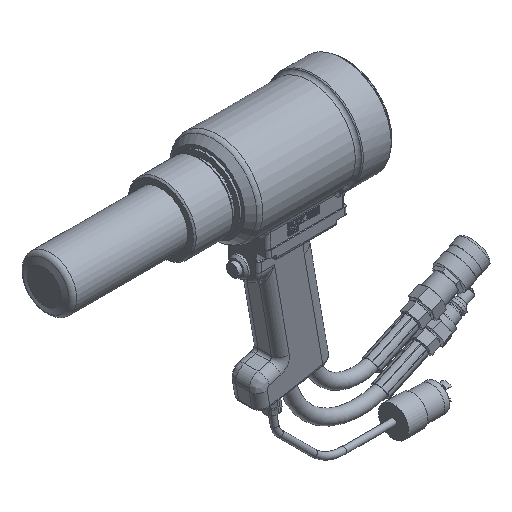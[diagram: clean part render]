
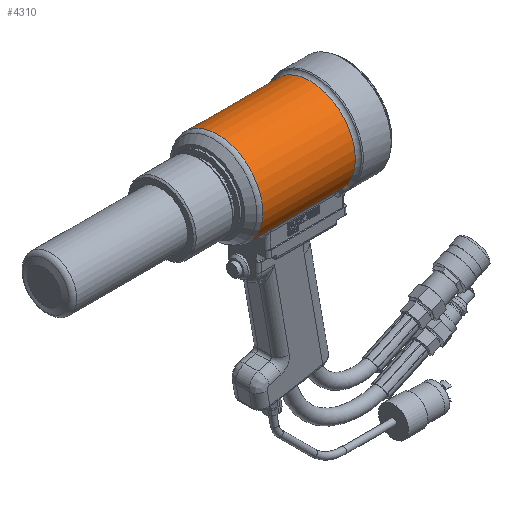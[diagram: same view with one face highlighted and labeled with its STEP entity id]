
A CAD part, isometric view. The second image highlights one B-rep face of the part: STEP entity #4310.
In plain terms, the highlighted cylindrical face has radius 47.562 mm (diameter 95.123 mm), a full revolution.
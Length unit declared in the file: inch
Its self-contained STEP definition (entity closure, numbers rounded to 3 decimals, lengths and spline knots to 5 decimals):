
#864=B_SPLINE_CURVE_WITH_KNOTS('',3,(#22450,#22451,#22452,#22453),
 .UNSPECIFIED.,.F.,.F.,(4,4),(0.,1.),.UNSPECIFIED.);
#869=B_SPLINE_CURVE_WITH_KNOTS('',3,(#22530,#22531,#22532,#22533,#22534,
#22535,#22536,#22537),.UNSPECIFIED.,.F.,.F.,(4,2,2,4),(0.,0.25,0.5,1.),
 .UNSPECIFIED.);
#871=B_SPLINE_CURVE_WITH_KNOTS('',3,(#22596,#22597,#22598,#22599),
 .UNSPECIFIED.,.F.,.F.,(4,4),(0.,1.),.UNSPECIFIED.);
#873=B_SPLINE_CURVE_WITH_KNOTS('',3,(#22679,#22680,#22681,#22682,#22683,
#22684,#22685,#22686,#22687,#22688),.UNSPECIFIED.,.F.,.F.,(4,2,2,2,4),(0.,
0.25,0.5,0.75,1.),.UNSPECIFIED.);
#1373=LINE('',#22477,#2324);
#1376=LINE('',#22650,#2327);
#2324=VECTOR('',#17301,1.);
#2327=VECTOR('',#17322,1.);
#3973=CYLINDRICAL_SURFACE('',#15445,1.8725);
#4310=ADVANCED_FACE('',(#5294,#5295),#3973,.T.);
#5294=FACE_BOUND('',#5770,.T.);
#5295=FACE_BOUND('',#5771,.T.);
#5770=EDGE_LOOP('',(#7231));
#5771=EDGE_LOOP('',(#7232,#7233,#7234,#7235,#7236,#7237,#7238,#7239));
#7231=ORIENTED_EDGE('',*,*,#12793,.T.);
#7232=ORIENTED_EDGE('',*,*,#12790,.T.);
#7233=ORIENTED_EDGE('',*,*,#12781,.T.);
#7234=ORIENTED_EDGE('',*,*,#12796,.T.);
#7235=ORIENTED_EDGE('',*,*,#12766,.T.);
#7236=ORIENTED_EDGE('',*,*,#12772,.T.);
#7237=ORIENTED_EDGE('',*,*,#12779,.T.);
#7238=ORIENTED_EDGE('',*,*,#12786,.T.);
#7239=ORIENTED_EDGE('',*,*,#12792,.T.);
#11304=VERTEX_POINT('',#22430);
#11305=VERTEX_POINT('',#22454);
#11309=VERTEX_POINT('',#22476);
#11314=VERTEX_POINT('',#22529);
#11315=VERTEX_POINT('',#22600);
#11316=VERTEX_POINT('',#22601);
#11318=VERTEX_POINT('',#22642);
#11319=VERTEX_POINT('',#22647);
#11321=VERTEX_POINT('',#22720);
#12766=EDGE_CURVE('',#11305,#11304,#864,.T.);
#12772=EDGE_CURVE('',#11304,#11309,#1373,.T.);
#12779=EDGE_CURVE('',#11309,#11314,#869,.T.);
#12781=EDGE_CURVE('',#11315,#11316,#871,.T.);
#12786=EDGE_CURVE('',#11314,#11318,#14658,.T.);
#12790=EDGE_CURVE('',#11319,#11315,#1376,.T.);
#12792=EDGE_CURVE('',#11318,#11319,#873,.T.);
#12793=EDGE_CURVE('',#11321,#11321,#14661,.T.);
#12796=EDGE_CURVE('',#11316,#11305,#14664,.T.);
#14658=CIRCLE('',#15434,1.8725);
#14661=CIRCLE('',#15439,1.8725);
#14664=CIRCLE('',#15444,1.8725);
#15434=AXIS2_PLACEMENT_3D('',#22643,#17313,#17314);
#15439=AXIS2_PLACEMENT_3D('',#22719,#17325,#17326);
#15444=AXIS2_PLACEMENT_3D('',#22727,#17335,#17336);
#15445=AXIS2_PLACEMENT_3D('',#22728,#17337,#17338);
#17301=DIRECTION('',(-1.,0.,0.));
#17313=DIRECTION('',(-1.,0.,0.));
#17314=DIRECTION('',(0.,1.,0.));
#17322=DIRECTION('',(1.,0.,0.));
#17325=DIRECTION('',(1.,0.,0.));
#17326=DIRECTION('',(0.,0.,-1.));
#17335=DIRECTION('',(-1.,0.,0.));
#17336=DIRECTION('',(0.,0.,1.));
#17337=DIRECTION('',(-1.,0.,0.));
#17338=DIRECTION('',(0.,0.,-1.));
#22430=CARTESIAN_POINT('',(3.89563,1.16893,-1.52282));
#22450=CARTESIAN_POINT('',(3.90514,1.20477,-1.49345));
#22451=CARTESIAN_POINT('',(3.90514,1.19124,-1.50482));
#22452=CARTESIAN_POINT('',(3.90197,1.17926,-1.51457));
#22453=CARTESIAN_POINT('',(3.89563,1.16893,-1.52282));
#22454=CARTESIAN_POINT('',(3.90514,1.20477,-1.49345));
#22476=CARTESIAN_POINT('',(1.175,1.16893,-1.52282));
#22477=CARTESIAN_POINT('',(-3.04333,1.16893,-1.52282));
#22529=CARTESIAN_POINT('',(0.8,0.8381,-1.73447));
#22530=CARTESIAN_POINT('',(1.175,1.16893,-1.52282));
#22531=CARTESIAN_POINT('',(1.1255,1.16893,-1.52282));
#22532=CARTESIAN_POINT('',(1.07531,1.15968,-1.53032));
#22533=CARTESIAN_POINT('',(0.98428,1.12593,-1.55633));
#22534=CARTESIAN_POINT('',(0.94379,1.10211,-1.57427));
#22535=CARTESIAN_POINT('',(0.84029,1.01043,-1.63824));
#22536=CARTESIAN_POINT('',(0.8,0.92735,-1.6898));
#22537=CARTESIAN_POINT('',(0.8,0.8381,-1.73447));
#22596=CARTESIAN_POINT('',(3.89563,-1.16893,-1.52282));
#22597=CARTESIAN_POINT('',(3.90197,-1.17926,-1.51457));
#22598=CARTESIAN_POINT('',(3.90514,-1.19124,-1.50482));
#22599=CARTESIAN_POINT('',(3.90514,-1.20477,-1.49345));
#22600=CARTESIAN_POINT('',(3.89563,-1.16893,-1.52282));
#22601=CARTESIAN_POINT('',(3.90514,-1.20477,-1.49345));
#22642=CARTESIAN_POINT('',(0.8,-0.8381,-1.73447));
#22643=CARTESIAN_POINT('',(0.8,0.,-0.06));
#22647=CARTESIAN_POINT('',(1.175,-1.16893,-1.52282));
#22650=CARTESIAN_POINT('',(-3.04333,-1.16893,-1.52282));
#22679=CARTESIAN_POINT('',(0.8,-0.8381,-1.73447));
#22680=CARTESIAN_POINT('',(0.8,-0.88275,-1.71212));
#22681=CARTESIAN_POINT('',(0.81009,-0.9263,-1.688));
#22682=CARTESIAN_POINT('',(0.84783,-1.00575,-1.64015));
#22683=CARTESIAN_POINT('',(0.87428,-1.04051,-1.61725));
#22684=CARTESIAN_POINT('',(0.94402,-1.10235,-1.5741));
#22685=CARTESIAN_POINT('',(0.98254,-1.12531,-1.55681));
#22686=CARTESIAN_POINT('',(1.07702,-1.16035,-1.5298));
#22687=CARTESIAN_POINT('',(1.12543,-1.16893,-1.52282));
#22688=CARTESIAN_POINT('',(1.175,-1.16893,-1.52282));
#22719=CARTESIAN_POINT('',(0.07605,0.,-0.06));
#22720=CARTESIAN_POINT('',(0.07605,0.,-1.9325));
#22727=CARTESIAN_POINT('',(3.90514,0.,-0.06));
#22728=CARTESIAN_POINT('',(-3.04333,0.,-0.06));
